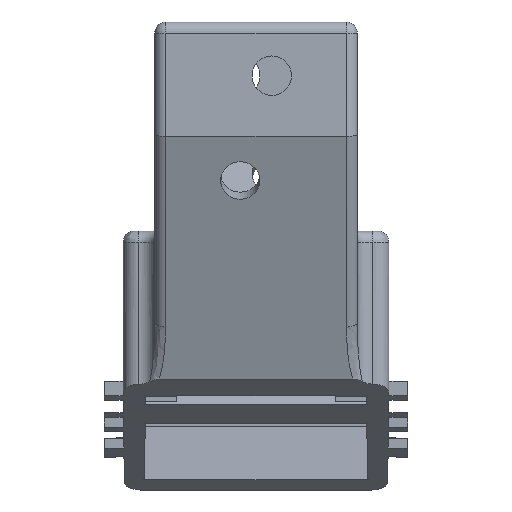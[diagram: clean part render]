
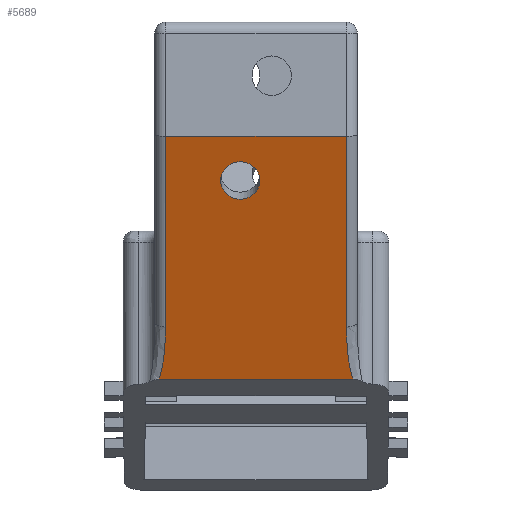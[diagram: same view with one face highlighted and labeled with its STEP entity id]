
A CAD part, left-side view. The second image highlights one B-rep face of the part: STEP entity #5689.
In plain terms, the highlighted planar face has unit normal (-0.948, 0, -0.318).
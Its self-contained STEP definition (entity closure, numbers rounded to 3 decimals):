
#36=CIRCLE('',#6043,0.625);
#121=FACE_BOUND('',#481,.T.);
#159=FACE_OUTER_BOUND('',#480,.T.);
#480=EDGE_LOOP('',(#3829,#3830,#3831,#3832,#3833,#3834));
#481=EDGE_LOOP('',(#3835));
#836=ELLIPSE('',#6039,2.674,0.85);
#837=ELLIPSE('',#6042,2.674,0.85);
#876=LINE('',#8022,#1623);
#931=LINE('',#8197,#1678);
#932=LINE('',#8199,#1679);
#933=LINE('',#8200,#1680);
#1623=VECTOR('',#6441,10.);
#1678=VECTOR('',#6530,10.);
#1679=VECTOR('',#6531,10.);
#1680=VECTOR('',#6532,10.);
#2373=VERTEX_POINT('',#7992);
#2374=VERTEX_POINT('',#8021);
#2430=VERTEX_POINT('',#8190);
#2431=VERTEX_POINT('',#8194);
#2432=VERTEX_POINT('',#8196);
#2433=VERTEX_POINT('',#8198);
#2434=VERTEX_POINT('',#8201);
#2915=EDGE_CURVE('',#2374,#2373,#876,.T.);
#2978=EDGE_CURVE('',#2430,#2374,#836,.T.);
#2980=EDGE_CURVE('',#2431,#2373,#837,.T.);
#2981=EDGE_CURVE('',#2432,#2431,#931,.T.);
#2982=EDGE_CURVE('',#2432,#2433,#932,.T.);
#2983=EDGE_CURVE('',#2433,#2430,#933,.T.);
#2984=EDGE_CURVE('',#2434,#2434,#36,.T.);
#3829=ORIENTED_EDGE('',*,*,#2915,.T.);
#3830=ORIENTED_EDGE('',*,*,#2980,.F.);
#3831=ORIENTED_EDGE('',*,*,#2981,.F.);
#3832=ORIENTED_EDGE('',*,*,#2982,.T.);
#3833=ORIENTED_EDGE('',*,*,#2983,.T.);
#3834=ORIENTED_EDGE('',*,*,#2978,.T.);
#3835=ORIENTED_EDGE('',*,*,#2984,.T.);
#5417=PLANE('',#6041);
#5689=ADVANCED_FACE('',(#159,#121),#5417,.T.);
#6039=AXIS2_PLACEMENT_3D('',#8191,#6522,#6523);
#6041=AXIS2_PLACEMENT_3D('',#8193,#6526,#6527);
#6042=AXIS2_PLACEMENT_3D('',#8195,#6528,#6529);
#6043=AXIS2_PLACEMENT_3D('',#8202,#6533,#6534);
#6441=DIRECTION('',(0.,-1.,0.));
#6522=DIRECTION('center_axis',(0.948,0.,0.318));
#6523=DIRECTION('ref_axis',(0.318,0.,-0.948));
#6526=DIRECTION('center_axis',(-0.948,0.,-0.318));
#6527=DIRECTION('ref_axis',(0.318,0.,-0.948));
#6528=DIRECTION('center_axis',(-0.948,0.,-0.318));
#6529=DIRECTION('ref_axis',(0.318,0.,-0.948));
#6530=DIRECTION('',(0.318,0.,-0.948));
#6531=DIRECTION('',(0.,1.,0.));
#6532=DIRECTION('',(0.318,0.,-0.948));
#6533=DIRECTION('center_axis',(0.948,0.,0.318));
#6534=DIRECTION('ref_axis',(0.318,0.,-0.948));
#7992=CARTESIAN_POINT('',(-4.076,-3.057,-13.792));
#8021=CARTESIAN_POINT('',(-4.076,3.057,-13.792));
#8022=CARTESIAN_POINT('',(-4.076,0.,-13.792));
#8190=CARTESIAN_POINT('',(-4.632,2.85,-12.133));
#8191=CARTESIAN_POINT('Origin',(-4.632,3.7,-12.133));
#8193=CARTESIAN_POINT('Origin',(-6.65,0.,-6.114));
#8194=CARTESIAN_POINT('',(-4.632,-2.85,-12.133));
#8195=CARTESIAN_POINT('Origin',(-4.632,-3.7,-12.133));
#8196=CARTESIAN_POINT('',(-6.65,-2.85,-6.114));
#8197=CARTESIAN_POINT('',(-6.14,-2.85,-7.634));
#8198=CARTESIAN_POINT('',(-6.65,2.85,-6.114));
#8199=CARTESIAN_POINT('',(-6.65,0.,-6.114));
#8200=CARTESIAN_POINT('',(-6.14,2.85,-7.634));
#8201=CARTESIAN_POINT('',(-6.38,0.5,-6.918));
#8202=CARTESIAN_POINT('Origin',(-6.182,0.5,-7.511));
